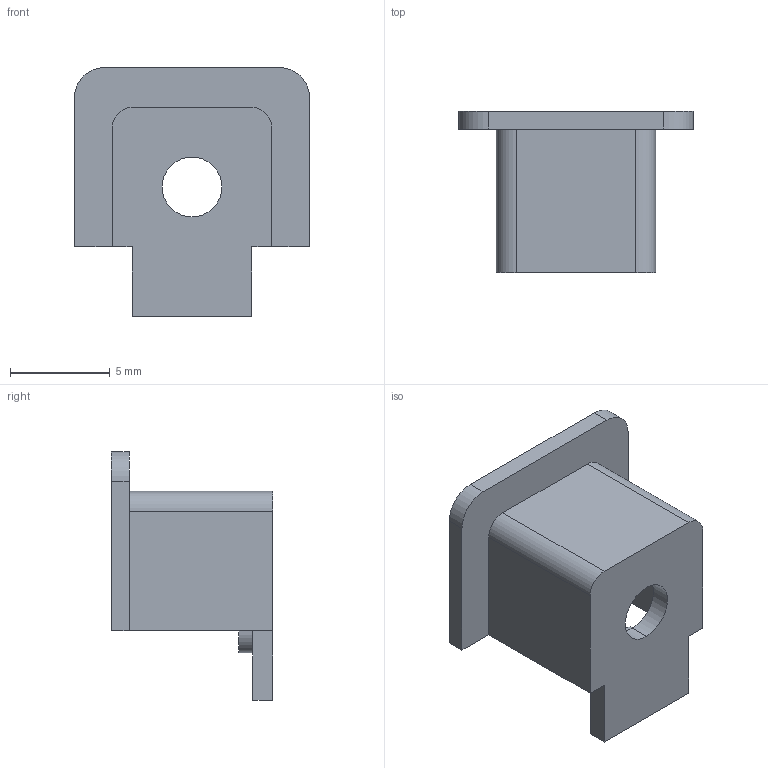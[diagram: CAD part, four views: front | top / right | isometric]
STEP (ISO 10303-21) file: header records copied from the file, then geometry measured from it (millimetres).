
FILE_DESCRIPTION (( 'STEP AP214' ), '1' );
FILE_NAME ('modified_base.STEP', '2023-08-11T07:11:50', ( '' ), ( '' ), 'SwSTEP 2.0', 'SolidWorks 2021', '' );
FILE_SCHEMA (( 'AUTOMOTIVE_DESIGN' ));
Length unit declared in the file: millimetre
Products named in the file (1): modified_base
Bounding box: 11.8 x 8.1 x 12.5 mm (x, y, z)
Volume: 250.8 mm3; surface area: 594.7 mm2
Topology: 1 solids, 1 shells, 34 faces, 92 edges, 60 vertices
Faces by surface type: plane 23, cylinder 11
Entity records: 1104 total; most frequent: CARTESIAN_POINT 187, ORIENTED_EDGE 184, DIRECTION 184, EDGE_CURVE 92, VECTOR 70, LINE 70, VERTEX_POINT 60, AXIS2_PLACEMENT_3D 57
